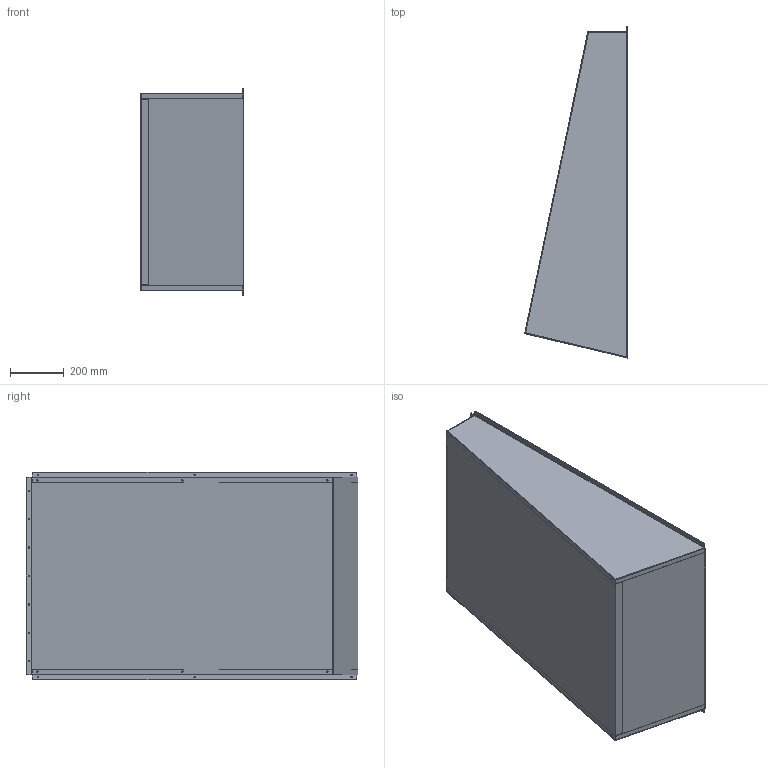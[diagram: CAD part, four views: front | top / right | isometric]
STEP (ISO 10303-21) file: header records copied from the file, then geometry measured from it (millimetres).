
FILE_DESCRIPTION (( 'STEP AP203' ), '1' );
FILE_NAME ('X M4555H-H1.STEP', '2024-07-05T12:02:47', ( '' ), ( '' ), 'SwSTEP 2.0', 'SolidWorks 2023', '' );
FILE_SCHEMA (( 'CONFIG_CONTROL_DESIGN' ));
Length unit declared in the file: millimetre
Products named in the file (5): X M4555H HTK1; X M4555H 1601; X M4555H-H1; X M4555H 1602; X M4555H 1600
Assembly tree (4 placements, depth 2):
  X M4555H-H1
    X M4555H 1600
    X M4555H 1601
    X M4555H 1602
    X M4555H HTK1
Bounding box: 380.47 x 1231.9 x 770 mm (x, y, z)
Volume: 1989572.7 mm3; surface area: 3992079.8 mm2
Topology: 4 solids, 4 shells, 208 faces, 512 edges, 312 vertices
Faces by surface type: cylinder 110, plane 90, bspline 8
Entity records: 7119 total; most frequent: CARTESIAN_POINT 1463, DIRECTION 1114, ORIENTED_EDGE 1024, EDGE_CURVE 512, AXIS2_PLACEMENT_3D 411, VERTEX_POINT 312, LINE 292, VECTOR 292
